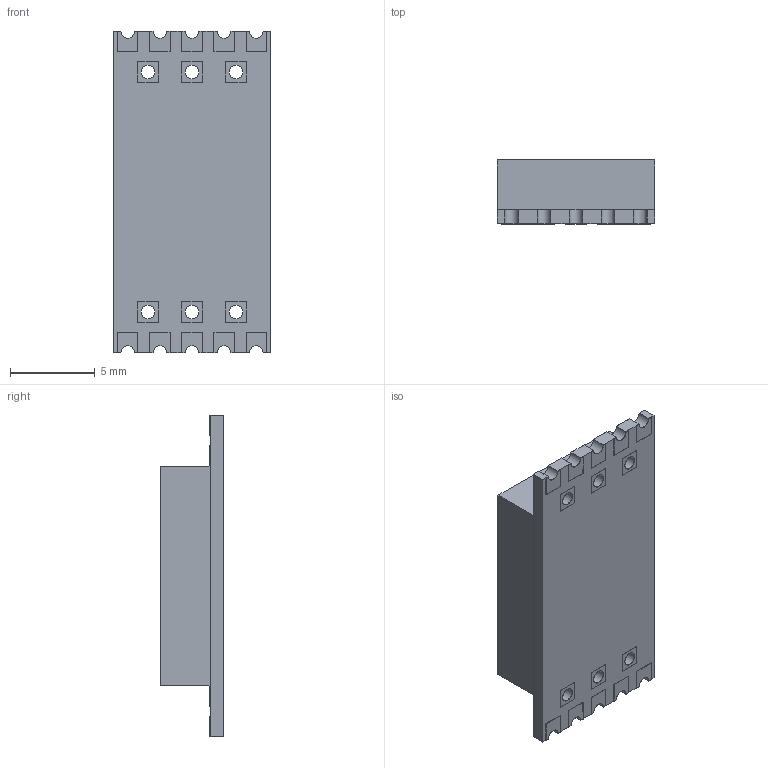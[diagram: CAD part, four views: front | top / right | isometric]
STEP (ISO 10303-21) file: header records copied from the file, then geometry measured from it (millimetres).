
FILE_DESCRIPTION(('STEP AP214'), '1');
FILE_NAME('ACPSX04-41', '2016-03-06T19:40:03', (''), (''), 'ASCON STEP Converter 1.3', 'ASCON Math Kernel', '');
FILE_SCHEMA(('AUTOMOTIVE_DESIGN { 1 0 10303 214 3 1 1}'));
Length unit declared in the file: millimetre
Products named in the file (1): ACPSX04-41
Bounding box: 9.3 x 3.77 x 19 mm (x, y, z)
Volume: 491.8 mm3; surface area: 854.9 mm2
Topology: 28 solids, 28 shells, 361 faces, 870 edges, 580 vertices
Faces by surface type: plane 307, cylinder 54
Full cylindrical faces by diameter (mm): 0.8 x18, 1 x1
Entity records: 13458 total; most frequent: CARTESIAN_POINT 1793, ORIENTED_EDGE 1702, DIRECTION 1683, EDGE_CURVE 851, LINE 743, VECTOR 743, VERTEX_POINT 580, AXIS2_PLACEMENT_3D 470
